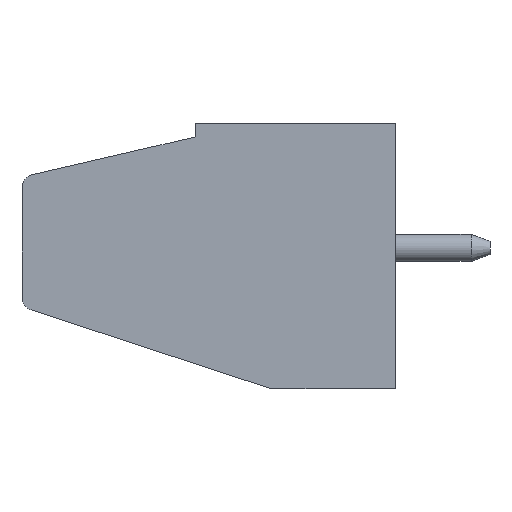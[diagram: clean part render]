
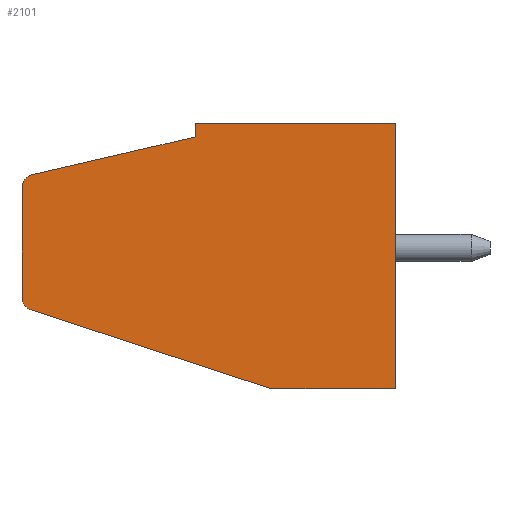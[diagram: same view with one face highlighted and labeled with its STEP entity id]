
A CAD part, left-side view. The second image highlights one B-rep face of the part: STEP entity #2101.
In plain terms, the highlighted planar face has unit normal (-1, 0, 0).
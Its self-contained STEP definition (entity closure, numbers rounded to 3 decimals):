
#283 = CIRCLE ( 'NONE', #2520, 0.5 ) ;
#418 = VERTEX_POINT ( 'NONE', #2074 ) ;
#494 = ORIENTED_EDGE ( 'NONE', *, *, #5620, .F. ) ;
#739 = LINE ( 'NONE', #3457, #1646 ) ;
#810 = DIRECTION ( 'NONE',  ( -1., 0., 0. ) ) ;
#972 = DIRECTION ( 'NONE',  ( 0., -1., 0. ) ) ;
#1088 = VERTEX_POINT ( 'NONE', #1449 ) ;
#1148 = CARTESIAN_POINT ( 'NONE',  ( -2.54, -2.3, -4.9 ) ) ;
#1220 = CARTESIAN_POINT ( 'NONE',  ( -2.54, 6.556, -1.995 ) ) ;
#1303 = CIRCLE ( 'NONE', #6054, 0.5 ) ;
#1449 = CARTESIAN_POINT ( 'NONE',  ( -2.54, 6.9, 2.52 ) ) ;
#1493 = VECTOR ( 'NONE', #2280, 1000. ) ;
#1603 = DIRECTION ( 'NONE',  ( 0., 0., 1. ) ) ;
#1640 = ORIENTED_EDGE ( 'NONE', *, *, #5434, .F. ) ;
#1646 = VECTOR ( 'NONE', #972, 1000. ) ;
#1670 = CARTESIAN_POINT ( 'NONE',  ( -2.54, -6.9, -4.9 ) ) ;
#1799 = LINE ( 'NONE', #3873, #3409 ) ;
#1979 = LINE ( 'NONE', #1148, #3116 ) ;
#2074 = CARTESIAN_POINT ( 'NONE',  ( -2.54, 0.5, 4.9 ) ) ;
#2101 = ADVANCED_FACE ( 'NONE', ( #3784 ), #4860, .T. ) ;
#2113 = AXIS2_PLACEMENT_3D ( 'NONE', #5390, #810, #2278 ) ;
#2122 = CARTESIAN_POINT ( 'NONE',  ( -2.54, 6.4, -1.52 ) ) ;
#2130 = ORIENTED_EDGE ( 'NONE', *, *, #5333, .F. ) ;
#2278 = DIRECTION ( 'NONE',  ( 0., 0., 1. ) ) ;
#2280 = DIRECTION ( 'NONE',  ( 0., 0., 1. ) ) ;
#2333 = CARTESIAN_POINT ( 'NONE',  ( -2.54, 6.9, 2.52 ) ) ;
#2382 = EDGE_CURVE ( 'NONE', #4977, #5745, #1303, .T. ) ;
#2520 = AXIS2_PLACEMENT_3D ( 'NONE', #2909, #5525, #4477 ) ;
#2531 = CARTESIAN_POINT ( 'NONE',  ( -2.54, -2.3, -4.9 ) ) ;
#2708 = ORIENTED_EDGE ( 'NONE', *, *, #2382, .F. ) ;
#2745 = DIRECTION ( 'NONE',  ( 0., 0., -1. ) ) ;
#2750 = CARTESIAN_POINT ( 'NONE',  ( -2.54, -6.9, 4.9 ) ) ;
#2753 = ORIENTED_EDGE ( 'NONE', *, *, #6271, .F. ) ;
#2779 = LINE ( 'NONE', #5394, #1493 ) ;
#2909 = CARTESIAN_POINT ( 'NONE',  ( -2.54, 6.4, 2.52 ) ) ;
#3095 = VECTOR ( 'NONE', #3449, 1000. ) ;
#3116 = VECTOR ( 'NONE', #5806, 1000. ) ;
#3409 = VECTOR ( 'NONE', #4388, 1000. ) ;
#3449 = DIRECTION ( 'NONE',  ( 0., 0., 1. ) ) ;
#3457 = CARTESIAN_POINT ( 'NONE',  ( -2.54, -6.9, 4.9 ) ) ;
#3500 = LINE ( 'NONE', #1220, #4053 ) ;
#3525 = ORIENTED_EDGE ( 'NONE', *, *, #6307, .F. ) ;
#3633 = DIRECTION ( 'NONE',  ( 1., 0., 0. ) ) ;
#3784 = FACE_OUTER_BOUND ( 'NONE', #6155, .T. ) ;
#3873 = CARTESIAN_POINT ( 'NONE',  ( -2.54, 0.5, 4.4 ) ) ;
#3887 = VECTOR ( 'NONE', #2745, 1000. ) ;
#3940 = CARTESIAN_POINT ( 'NONE',  ( -2.54, 6.556, -1.995 ) ) ;
#4039 = CARTESIAN_POINT ( 'NONE',  ( -2.54, 6.9, -1.52 ) ) ;
#4052 = EDGE_CURVE ( 'NONE', #418, #4496, #739, .T. ) ;
#4053 = VECTOR ( 'NONE', #4821, 1000. ) ;
#4300 = LINE ( 'NONE', #2333, #3095 ) ;
#4388 = DIRECTION ( 'NONE',  ( 0., -0.974, 0.226 ) ) ;
#4477 = DIRECTION ( 'NONE',  ( 0., 0., 1. ) ) ;
#4496 = VERTEX_POINT ( 'NONE', #2750 ) ;
#4761 = EDGE_CURVE ( 'NONE', #1088, #6479, #283, .T. ) ;
#4821 = DIRECTION ( 'NONE',  ( 0., 0.95, 0.312 ) ) ;
#4860 = PLANE ( 'NONE',  #2113 ) ;
#4977 = VERTEX_POINT ( 'NONE', #3940 ) ;
#5044 = CARTESIAN_POINT ( 'NONE',  ( -2.54, 0.5, 4.4 ) ) ;
#5087 = VERTEX_POINT ( 'NONE', #5044 ) ;
#5118 = LINE ( 'NONE', #5254, #3887 ) ;
#5254 = CARTESIAN_POINT ( 'NONE',  ( -2.54, -6.9, -4.9 ) ) ;
#5333 = EDGE_CURVE ( 'NONE', #6126, #5830, #1979, .T. ) ;
#5390 = CARTESIAN_POINT ( 'NONE',  ( -2.54, 6.4, 2.52 ) ) ;
#5394 = CARTESIAN_POINT ( 'NONE',  ( -2.54, 0.5, 4.9 ) ) ;
#5434 = EDGE_CURVE ( 'NONE', #4496, #6126, #5118, .T. ) ;
#5525 = DIRECTION ( 'NONE',  ( 1., 0., 0. ) ) ;
#5620 = EDGE_CURVE ( 'NONE', #5087, #418, #2779, .T. ) ;
#5745 = VERTEX_POINT ( 'NONE', #4039 ) ;
#5806 = DIRECTION ( 'NONE',  ( 0., 1., 0. ) ) ;
#5830 = VERTEX_POINT ( 'NONE', #2531 ) ;
#5852 = ORIENTED_EDGE ( 'NONE', *, *, #4761, .F. ) ;
#5932 = ORIENTED_EDGE ( 'NONE', *, *, #4052, .F. ) ;
#6053 = ORIENTED_EDGE ( 'NONE', *, *, #6363, .F. ) ;
#6054 = AXIS2_PLACEMENT_3D ( 'NONE', #2122, #3633, #1603 ) ;
#6126 = VERTEX_POINT ( 'NONE', #1670 ) ;
#6155 = EDGE_LOOP ( 'NONE', ( #2130, #1640, #5932, #494, #6053, #5852, #3525, #2708, #2753 ) ) ;
#6271 = EDGE_CURVE ( 'NONE', #5830, #4977, #3500, .T. ) ;
#6307 = EDGE_CURVE ( 'NONE', #5745, #1088, #4300, .T. ) ;
#6363 = EDGE_CURVE ( 'NONE', #6479, #5087, #1799, .T. ) ;
#6479 = VERTEX_POINT ( 'NONE', #6603 ) ;
#6603 = CARTESIAN_POINT ( 'NONE',  ( -2.54, 6.513, 3.007 ) ) ;
